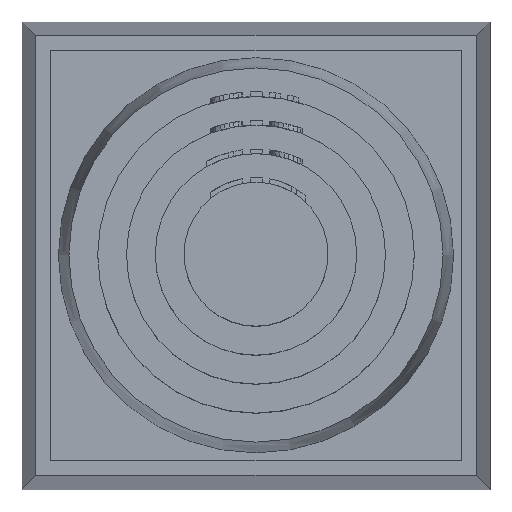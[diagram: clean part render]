
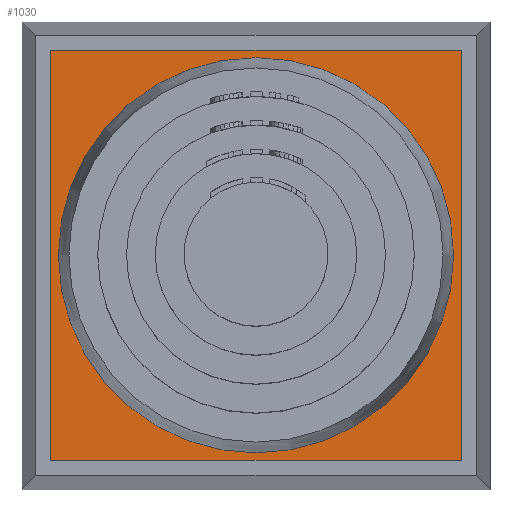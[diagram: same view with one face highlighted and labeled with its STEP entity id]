
A CAD part, top view. The second image highlights one B-rep face of the part: STEP entity #1030.
In plain terms, the highlighted planar face has unit normal (0, 0, 1).
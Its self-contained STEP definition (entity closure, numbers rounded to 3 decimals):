
#142=FACE_BOUND('',#2153,.T.);
#143=FACE_BOUND('',#2154,.T.);
#734=CIRCLE('',#7448,8.237);
#1030=ADVANCED_FACE('',(#142,#143),#1391,.T.);
#1391=PLANE('',#7449);
#2153=EDGE_LOOP('',(#3856));
#2154=EDGE_LOOP('',(#3857,#3858,#3859,#3860));
#3856=ORIENTED_EDGE('',*,*,#5885,.F.);
#3857=ORIENTED_EDGE('',*,*,#5886,.T.);
#3858=ORIENTED_EDGE('',*,*,#5887,.T.);
#3859=ORIENTED_EDGE('',*,*,#5888,.T.);
#3860=ORIENTED_EDGE('',*,*,#5889,.T.);
#4929=VERTEX_POINT('',#11832);
#4930=VERTEX_POINT('',#11834);
#4931=VERTEX_POINT('',#11835);
#4932=VERTEX_POINT('',#11837);
#4933=VERTEX_POINT('',#11839);
#5885=EDGE_CURVE('',#4929,#4929,#734,.T.);
#5886=EDGE_CURVE('',#4930,#4931,#6457,.T.);
#5887=EDGE_CURVE('',#4931,#4932,#6458,.T.);
#5888=EDGE_CURVE('',#4932,#4933,#6459,.T.);
#5889=EDGE_CURVE('',#4933,#4930,#6460,.T.);
#6457=LINE('',#11833,#6931);
#6458=LINE('',#11836,#6932);
#6459=LINE('',#11838,#6933);
#6460=LINE('',#11840,#6934);
#6931=VECTOR('',#8706,1.);
#6932=VECTOR('',#8707,1.);
#6933=VECTOR('',#8708,1.);
#6934=VECTOR('',#8709,1.);
#7448=AXIS2_PLACEMENT_3D('',#11831,#8704,#8705);
#7449=AXIS2_PLACEMENT_3D('',#11841,#8710,#8711);
#8704=DIRECTION('',(0.,0.,1.));
#8705=DIRECTION('',(1.,0.,0.));
#8706=DIRECTION('',(0.,1.,0.));
#8707=DIRECTION('',(-1.,0.,0.));
#8708=DIRECTION('',(0.,-1.,0.));
#8709=DIRECTION('',(1.,0.,0.));
#8710=DIRECTION('',(0.,0.,1.));
#8711=DIRECTION('',(-1.,0.,0.));
#11831=CARTESIAN_POINT('',(0.,0.,17.5));
#11832=CARTESIAN_POINT('',(8.237,0.,17.5));
#11833=CARTESIAN_POINT('',(8.55,-9.339,17.5));
#11834=CARTESIAN_POINT('',(8.55,-8.55,17.5));
#11835=CARTESIAN_POINT('',(8.55,8.55,17.5));
#11836=CARTESIAN_POINT('',(9.339,8.55,17.5));
#11837=CARTESIAN_POINT('',(-8.55,8.55,17.5));
#11838=CARTESIAN_POINT('',(-8.55,9.339,17.5));
#11839=CARTESIAN_POINT('',(-8.55,-8.55,17.5));
#11840=CARTESIAN_POINT('',(-9.339,-8.55,17.5));
#11841=CARTESIAN_POINT('',(0.,0.,17.5));
